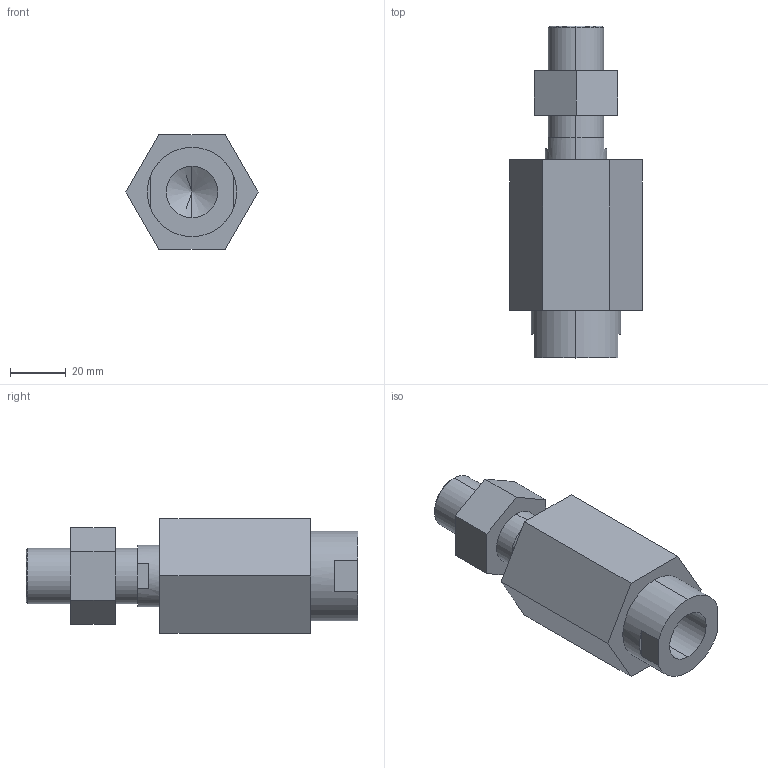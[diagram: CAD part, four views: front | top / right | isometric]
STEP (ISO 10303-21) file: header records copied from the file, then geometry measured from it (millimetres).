
FILE_DESCRIPTION (( 'STEP AP214' ), '1' );
FILE_NAME ('GRCP-M20-15.step', '2017-08-21T13:02:36', ( '' ), ( '' ), 'SwSTEP 2.0', 'SolidWorks 2017', '' );
FILE_SCHEMA (( 'AUTOMOTIVE_DESIGN' ));
Length unit declared in the file: millimetre
Products named in the file (1): GRCP-M20-15
Bounding box: 47.34 x 119 x 41 mm (x, y, z)
Volume: 102692.7 mm3; surface area: 21561 mm2
Topology: 2 solids, 2 shells, 42 faces, 102 edges, 65 vertices
Faces by surface type: plane 28, cylinder 10, cone 4
Entity records: 1285 total; most frequent: DIRECTION 218, CARTESIAN_POINT 208, ORIENTED_EDGE 200, EDGE_CURVE 100, AXIS2_PLACEMENT_3D 75, VECTOR 68, LINE 68, VERTEX_POINT 65
